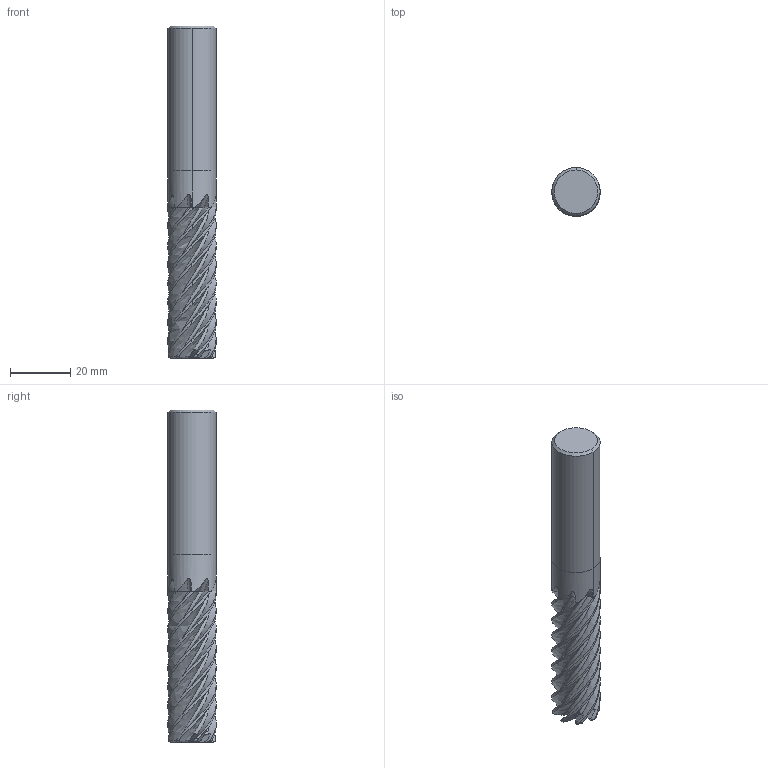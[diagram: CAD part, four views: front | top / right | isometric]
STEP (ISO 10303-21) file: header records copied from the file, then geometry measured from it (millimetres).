
FILE_DESCRIPTION(('no description'),'unknown implementation level');
FILE_NAME('K202303-16_1-Detail.stp',' ',('CIMSOURCE GmbH'),('CADClick - KiM GmbH - www.kimweb.de'),'unknown preprocess','ACIS','unknown authorization');
FILE_SCHEMA(('automotive_design'));
Length unit declared in the file: millimetre
Products named in the file (2): NOCUT; CUT
Bounding box: 16 x 16 x 110 mm (x, y, z)
Volume: 18465.2 mm3; surface area: 10142.7 mm2
Topology: 2 solids, 2 shells, 260 faces, 756 edges, 500 vertices
Faces by surface type: plane 108, bspline 72, revolution 32, cone 28, cylinder 10, torus 10
Entity records: 55551 total; most frequent: CARTESIAN_POINT 41038, STYLED_ITEM 1518, PRESENTATION_STYLE_ASSIGNMENT 1518, COLOUR_RGB 1518, ORIENTED_EDGE 1512, DIRECTION 958, EDGE_CURVE 756, CURVE_STYLE 756
